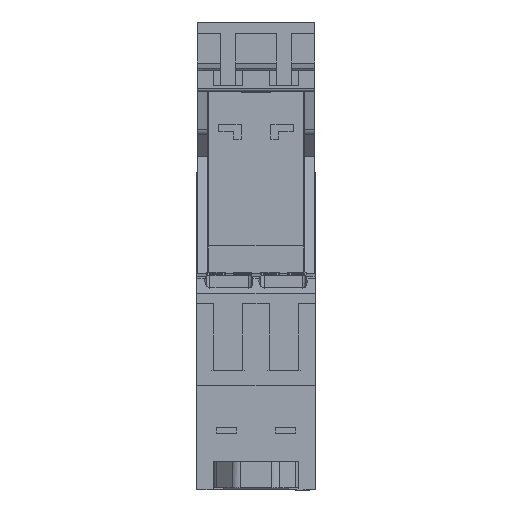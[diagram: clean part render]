
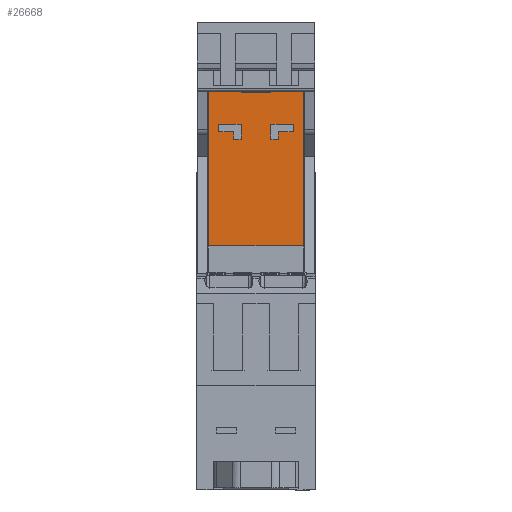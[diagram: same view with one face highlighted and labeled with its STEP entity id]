
A CAD part, front view. The second image highlights one B-rep face of the part: STEP entity #26668.
In plain terms, the highlighted planar face has unit normal (0, -1, 0).
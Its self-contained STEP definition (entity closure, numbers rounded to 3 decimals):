
#26509=AXIS2_PLACEMENT_3D('Plane Axis2P3D',#26506,#26507,#26508) ;
#26453=CARTESIAN_POINT('Vertex',(14.225,31.975,32.7)) ;
#26481=CARTESIAN_POINT('Vertex',(14.225,31.975,55.4)) ;
#26484=CARTESIAN_POINT('Line Origine',(14.225,31.975,44.05)) ;
#26506=CARTESIAN_POINT('Axis2P3D Location',(14.225,31.975,56.4)) ;
#26511=CARTESIAN_POINT('Line Origine',(9.925,31.975,54.3)) ;
#26515=CARTESIAN_POINT('Vertex',(9.925,31.975,55.4)) ;
#26517=CARTESIAN_POINT('Vertex',(9.925,31.975,53.2)) ;
#26520=CARTESIAN_POINT('Line Origine',(7.925,31.975,53.2)) ;
#26524=CARTESIAN_POINT('Vertex',(5.925,31.975,53.2)) ;
#26527=CARTESIAN_POINT('Line Origine',(5.925,31.975,54.3)) ;
#26531=CARTESIAN_POINT('Vertex',(5.925,31.975,55.4)) ;
#26534=CARTESIAN_POINT('Line Origine',(3.775,31.975,55.4)) ;
#26538=CARTESIAN_POINT('Vertex',(1.625,31.975,55.4)) ;
#26541=CARTESIAN_POINT('Line Origine',(1.625,31.975,44.05)) ;
#26545=CARTESIAN_POINT('Vertex',(1.625,31.975,32.7)) ;
#26548=CARTESIAN_POINT('Line Origine',(7.925,31.975,32.7)) ;
#26553=CARTESIAN_POINT('Line Origine',(12.075,31.975,55.4)) ;
#26568=CARTESIAN_POINT('Line Origine',(4.425,31.975,49.)) ;
#26572=CARTESIAN_POINT('Vertex',(2.925,31.975,49.)) ;
#26574=CARTESIAN_POINT('Vertex',(5.925,31.975,49.)) ;
#26577=CARTESIAN_POINT('Line Origine',(5.925,31.975,48.)) ;
#26581=CARTESIAN_POINT('Vertex',(5.925,31.975,47.)) ;
#26584=CARTESIAN_POINT('Line Origine',(5.425,31.975,47.)) ;
#26588=CARTESIAN_POINT('Vertex',(4.925,31.975,47.)) ;
#26591=CARTESIAN_POINT('Line Origine',(4.925,31.975,47.5)) ;
#26595=CARTESIAN_POINT('Vertex',(4.925,31.975,48.)) ;
#26598=CARTESIAN_POINT('Line Origine',(3.925,31.975,48.)) ;
#26602=CARTESIAN_POINT('Vertex',(2.925,31.975,48.)) ;
#26605=CARTESIAN_POINT('Line Origine',(2.925,31.975,48.5)) ;
#26618=CARTESIAN_POINT('Line Origine',(11.925,31.975,48.)) ;
#26622=CARTESIAN_POINT('Vertex',(12.925,31.975,48.)) ;
#26624=CARTESIAN_POINT('Vertex',(10.925,31.975,48.)) ;
#26627=CARTESIAN_POINT('Line Origine',(10.925,31.975,47.5)) ;
#26631=CARTESIAN_POINT('Vertex',(10.925,31.975,47.)) ;
#26634=CARTESIAN_POINT('Line Origine',(10.425,31.975,47.)) ;
#26638=CARTESIAN_POINT('Vertex',(9.925,31.975,47.)) ;
#26641=CARTESIAN_POINT('Line Origine',(9.925,31.975,48.)) ;
#26645=CARTESIAN_POINT('Vertex',(9.925,31.975,49.)) ;
#26648=CARTESIAN_POINT('Line Origine',(11.425,31.975,49.)) ;
#26652=CARTESIAN_POINT('Vertex',(12.925,31.975,49.)) ;
#26655=CARTESIAN_POINT('Line Origine',(12.925,31.975,48.5)) ;
#26485=DIRECTION('Vector Direction',(0.,0.,-1.)) ;
#26507=DIRECTION('Axis2P3D Direction',(0.,1.,0.)) ;
#26508=DIRECTION('Axis2P3D XDirection',(-1.,0.,0.)) ;
#26512=DIRECTION('Vector Direction',(0.,0.,-1.)) ;
#26521=DIRECTION('Vector Direction',(-1.,0.,0.)) ;
#26528=DIRECTION('Vector Direction',(0.,0.,-1.)) ;
#26535=DIRECTION('Vector Direction',(1.,0.,0.)) ;
#26542=DIRECTION('Vector Direction',(0.,0.,1.)) ;
#26549=DIRECTION('Vector Direction',(1.,0.,0.)) ;
#26554=DIRECTION('Vector Direction',(1.,0.,0.)) ;
#26569=DIRECTION('Vector Direction',(1.,0.,0.)) ;
#26578=DIRECTION('Vector Direction',(0.,0.,-1.)) ;
#26585=DIRECTION('Vector Direction',(-1.,0.,0.)) ;
#26592=DIRECTION('Vector Direction',(0.,0.,1.)) ;
#26599=DIRECTION('Vector Direction',(-1.,0.,0.)) ;
#26606=DIRECTION('Vector Direction',(0.,0.,1.)) ;
#26619=DIRECTION('Vector Direction',(-1.,0.,0.)) ;
#26628=DIRECTION('Vector Direction',(0.,0.,-1.)) ;
#26635=DIRECTION('Vector Direction',(-1.,0.,0.)) ;
#26642=DIRECTION('Vector Direction',(0.,0.,1.)) ;
#26649=DIRECTION('Vector Direction',(1.,0.,0.)) ;
#26656=DIRECTION('Vector Direction',(0.,0.,-1.)) ;
#26486=VECTOR('Line Direction',#26485,1.) ;
#26513=VECTOR('Line Direction',#26512,1.) ;
#26522=VECTOR('Line Direction',#26521,1.) ;
#26529=VECTOR('Line Direction',#26528,1.) ;
#26536=VECTOR('Line Direction',#26535,1.) ;
#26543=VECTOR('Line Direction',#26542,1.) ;
#26550=VECTOR('Line Direction',#26549,1.) ;
#26555=VECTOR('Line Direction',#26554,1.) ;
#26570=VECTOR('Line Direction',#26569,1.) ;
#26579=VECTOR('Line Direction',#26578,1.) ;
#26586=VECTOR('Line Direction',#26585,1.) ;
#26593=VECTOR('Line Direction',#26592,1.) ;
#26600=VECTOR('Line Direction',#26599,1.) ;
#26607=VECTOR('Line Direction',#26606,1.) ;
#26620=VECTOR('Line Direction',#26619,1.) ;
#26629=VECTOR('Line Direction',#26628,1.) ;
#26636=VECTOR('Line Direction',#26635,1.) ;
#26643=VECTOR('Line Direction',#26642,1.) ;
#26650=VECTOR('Line Direction',#26649,1.) ;
#26657=VECTOR('Line Direction',#26656,1.) ;
#26559=ORIENTED_EDGE('',*,*,#26519,.T.) ;
#26560=ORIENTED_EDGE('',*,*,#26526,.F.) ;
#26561=ORIENTED_EDGE('',*,*,#26533,.F.) ;
#26562=ORIENTED_EDGE('',*,*,#26540,.T.) ;
#26563=ORIENTED_EDGE('',*,*,#26547,.F.) ;
#26564=ORIENTED_EDGE('',*,*,#26552,.T.) ;
#26565=ORIENTED_EDGE('',*,*,#26488,.F.) ;
#26566=ORIENTED_EDGE('',*,*,#26557,.T.) ;
#26611=ORIENTED_EDGE('',*,*,#26576,.T.) ;
#26612=ORIENTED_EDGE('',*,*,#26583,.T.) ;
#26613=ORIENTED_EDGE('',*,*,#26590,.T.) ;
#26614=ORIENTED_EDGE('',*,*,#26597,.T.) ;
#26615=ORIENTED_EDGE('',*,*,#26604,.T.) ;
#26616=ORIENTED_EDGE('',*,*,#26609,.T.) ;
#26661=ORIENTED_EDGE('',*,*,#26626,.T.) ;
#26662=ORIENTED_EDGE('',*,*,#26633,.T.) ;
#26663=ORIENTED_EDGE('',*,*,#26640,.T.) ;
#26664=ORIENTED_EDGE('',*,*,#26647,.T.) ;
#26665=ORIENTED_EDGE('',*,*,#26654,.T.) ;
#26666=ORIENTED_EDGE('',*,*,#26659,.T.) ;
#26617=FACE_BOUND('',#26610,.T.) ;
#26667=FACE_BOUND('',#26660,.T.) ;
#26668=ADVANCED_FACE('RELAIS_OBEN',(#26567,#26617,#26667),#26510,.F.) ;
#26488=EDGE_CURVE('',#26482,#26454,#26487,.T.) ;
#26519=EDGE_CURVE('',#26516,#26518,#26514,.T.) ;
#26526=EDGE_CURVE('',#26525,#26518,#26523,.F.) ;
#26533=EDGE_CURVE('',#26532,#26525,#26530,.T.) ;
#26540=EDGE_CURVE('',#26532,#26539,#26537,.F.) ;
#26547=EDGE_CURVE('',#26546,#26539,#26544,.T.) ;
#26552=EDGE_CURVE('',#26546,#26454,#26551,.T.) ;
#26557=EDGE_CURVE('',#26482,#26516,#26556,.F.) ;
#26576=EDGE_CURVE('',#26573,#26575,#26571,.T.) ;
#26583=EDGE_CURVE('',#26575,#26582,#26580,.T.) ;
#26590=EDGE_CURVE('',#26582,#26589,#26587,.T.) ;
#26597=EDGE_CURVE('',#26589,#26596,#26594,.T.) ;
#26604=EDGE_CURVE('',#26596,#26603,#26601,.T.) ;
#26609=EDGE_CURVE('',#26603,#26573,#26608,.T.) ;
#26626=EDGE_CURVE('',#26623,#26625,#26621,.T.) ;
#26633=EDGE_CURVE('',#26625,#26632,#26630,.T.) ;
#26640=EDGE_CURVE('',#26632,#26639,#26637,.T.) ;
#26647=EDGE_CURVE('',#26639,#26646,#26644,.T.) ;
#26654=EDGE_CURVE('',#26646,#26653,#26651,.T.) ;
#26659=EDGE_CURVE('',#26653,#26623,#26658,.T.) ;
#26558=EDGE_LOOP('',(#26559,#26560,#26561,#26562,#26563,#26564,#26565,#26566)) ;
#26610=EDGE_LOOP('',(#26611,#26612,#26613,#26614,#26615,#26616)) ;
#26660=EDGE_LOOP('',(#26661,#26662,#26663,#26664,#26665,#26666)) ;
#26567=FACE_OUTER_BOUND('',#26558,.T.) ;
#26487=LINE('Line',#26484,#26486) ;
#26514=LINE('Line',#26511,#26513) ;
#26523=LINE('Line',#26520,#26522) ;
#26530=LINE('Line',#26527,#26529) ;
#26537=LINE('Line',#26534,#26536) ;
#26544=LINE('Line',#26541,#26543) ;
#26551=LINE('Line',#26548,#26550) ;
#26556=LINE('Line',#26553,#26555) ;
#26571=LINE('Line',#26568,#26570) ;
#26580=LINE('Line',#26577,#26579) ;
#26587=LINE('Line',#26584,#26586) ;
#26594=LINE('Line',#26591,#26593) ;
#26601=LINE('Line',#26598,#26600) ;
#26608=LINE('Line',#26605,#26607) ;
#26621=LINE('Line',#26618,#26620) ;
#26630=LINE('Line',#26627,#26629) ;
#26637=LINE('Line',#26634,#26636) ;
#26644=LINE('Line',#26641,#26643) ;
#26651=LINE('Line',#26648,#26650) ;
#26658=LINE('Line',#26655,#26657) ;
#26510=PLANE('',#26509) ;
#26454=VERTEX_POINT('',#26453) ;
#26482=VERTEX_POINT('',#26481) ;
#26516=VERTEX_POINT('',#26515) ;
#26518=VERTEX_POINT('',#26517) ;
#26525=VERTEX_POINT('',#26524) ;
#26532=VERTEX_POINT('',#26531) ;
#26539=VERTEX_POINT('',#26538) ;
#26546=VERTEX_POINT('',#26545) ;
#26573=VERTEX_POINT('',#26572) ;
#26575=VERTEX_POINT('',#26574) ;
#26582=VERTEX_POINT('',#26581) ;
#26589=VERTEX_POINT('',#26588) ;
#26596=VERTEX_POINT('',#26595) ;
#26603=VERTEX_POINT('',#26602) ;
#26623=VERTEX_POINT('',#26622) ;
#26625=VERTEX_POINT('',#26624) ;
#26632=VERTEX_POINT('',#26631) ;
#26639=VERTEX_POINT('',#26638) ;
#26646=VERTEX_POINT('',#26645) ;
#26653=VERTEX_POINT('',#26652) ;
